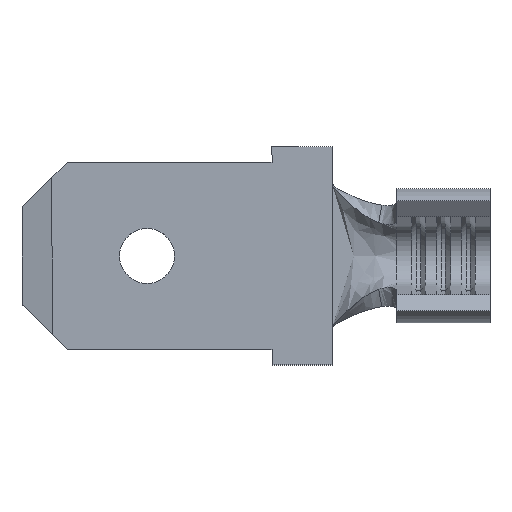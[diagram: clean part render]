
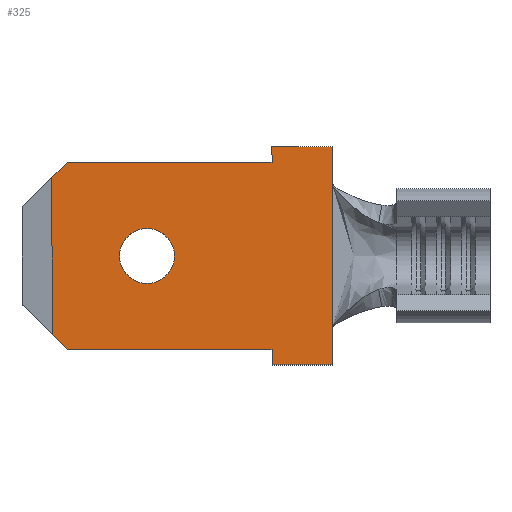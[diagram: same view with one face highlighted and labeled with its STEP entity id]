
A CAD part, top view. The second image highlights one B-rep face of the part: STEP entity #325.
In plain terms, the highlighted planar face has unit normal (0, 0, 1).
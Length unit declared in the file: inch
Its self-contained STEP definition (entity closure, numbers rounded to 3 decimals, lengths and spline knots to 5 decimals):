
#30 = VERTEX_POINT ( 'NONE', #3066 ) ;
#33 = VERTEX_POINT ( 'NONE', #3015 ) ;
#84 = VERTEX_POINT ( 'NONE', #3194 ) ;
#87 = VERTEX_POINT ( 'NONE', #2839 ) ;
#100 = DIRECTION ( 'NONE',  ( 0., 0., 1. ) ) ;
#117 = VERTEX_POINT ( 'NONE', #2431 ) ;
#118 = VERTEX_POINT ( 'NONE', #2398 ) ;
#122 = LINE ( 'NONE', #3162, #1851 ) ;
#129 = VERTEX_POINT ( 'NONE', #1779 ) ;
#136 = CARTESIAN_POINT ( 'NONE',  ( 0.185, 0.109, 0.02 ) ) ;
#149 = VERTEX_POINT ( 'NONE', #1646 ) ;
#182 = VERTEX_POINT ( 'NONE', #1005 ) ;
#206 = EDGE_CURVE ( 'NONE', #1277, #1285, #3278, .T. ) ;
#320 = CARTESIAN_POINT ( 'NONE',  ( -0.08, -0.0935, 0.02 ) ) ;
#325 = ADVANCED_FACE ( 'NONE', ( #2121, #2032 ), #3184, .F. ) ;
#343 = CARTESIAN_POINT ( 'NONE',  ( 0.125, -0.0935, 0.02 ) ) ;
#345 = VECTOR ( 'NONE', #2634, 39.37008 ) ;
#392 = EDGE_CURVE ( 'NONE', #33, #30, #3120, .T. ) ;
#420 = VERTEX_POINT ( 'NONE', #2231 ) ;
#430 = EDGE_CURVE ( 'NONE', #182, #30, #2348, .T. ) ;
#456 = EDGE_CURVE ( 'NONE', #182, #87, #2078, .T. ) ;
#463 = ORIENTED_EDGE ( 'NONE', *, *, #392, .T. ) ;
#514 = EDGE_CURVE ( 'NONE', #87, #84, #2548, .T. ) ;
#515 = CARTESIAN_POINT ( 'NONE',  ( 0., 0., 0.02 ) ) ;
#535 = EDGE_CURVE ( 'NONE', #84, #118, #2469, .T. ) ;
#544 = EDGE_CURVE ( 'NONE', #118, #117, #3144, .T. ) ;
#573 = ORIENTED_EDGE ( 'NONE', *, *, #430, .F. ) ;
#578 = ORIENTED_EDGE ( 'NONE', *, *, #456, .T. ) ;
#582 = EDGE_CURVE ( 'NONE', #117, #129, #3585, .T. ) ;
#596 = EDGE_CURVE ( 'NONE', #1277, #129, #670, .T. ) ;
#625 = EDGE_CURVE ( 'NONE', #1285, #420, #2118, .T. ) ;
#649 = VERTEX_POINT ( 'NONE', #1810 ) ;
#670 = LINE ( 'NONE', #2880, #2920 ) ;
#682 = CARTESIAN_POINT ( 'NONE',  ( 0.185, 0.109, 0.02 ) ) ;
#713 = EDGE_CURVE ( 'NONE', #420, #149, #122, .T. ) ;
#723 = VECTOR ( 'NONE', #2690, 39.37008 ) ;
#725 = VECTOR ( 'NONE', #3739, 39.37008 ) ;
#773 = EDGE_CURVE ( 'NONE', #149, #33, #3686, .T. ) ;
#779 = VECTOR ( 'NONE', #2314, 39.37008 ) ;
#820 = EDGE_CURVE ( 'NONE', #1017, #649, #1654, .T. ) ;
#827 = ORIENTED_EDGE ( 'NONE', *, *, #773, .T. ) ;
#853 = DIRECTION ( 'NONE',  ( 1., 0., 0. ) ) ;
#1005 = CARTESIAN_POINT ( 'NONE',  ( -0.095, -0.0785, 0.02 ) ) ;
#1017 = VERTEX_POINT ( 'NONE', #1957 ) ;
#1087 = ORIENTED_EDGE ( 'NONE', *, *, #713, .T. ) ;
#1150 = DIRECTION ( 'NONE',  ( 0., -1., 0. ) ) ;
#1203 = VECTOR ( 'NONE', #2810, 39.37008 ) ;
#1206 = DIRECTION ( 'NONE',  ( 0., 1., 0. ) ) ;
#1211 = ORIENTED_EDGE ( 'NONE', *, *, #514, .T. ) ;
#1231 = AXIS2_PLACEMENT_3D ( 'NONE', #2114, #100, #2400 ) ;
#1277 = VERTEX_POINT ( 'NONE', #2941 ) ;
#1285 = VERTEX_POINT ( 'NONE', #136 ) ;
#1318 = ORIENTED_EDGE ( 'NONE', *, *, #535, .T. ) ;
#1357 = ORIENTED_EDGE ( 'NONE', *, *, #544, .T. ) ;
#1434 = DIRECTION ( 'NONE',  ( 0., -1., 0. ) ) ;
#1544 = DIRECTION ( 'NONE',  ( 0., 1., 0. ) ) ;
#1548 = AXIS2_PLACEMENT_3D ( 'NONE', #515, #2698, #853 ) ;
#1643 = CARTESIAN_POINT ( 'NONE',  ( -0.095, -0.125, 0.02 ) ) ;
#1646 = CARTESIAN_POINT ( 'NONE',  ( 0.125, 0.0935, 0.02 ) ) ;
#1654 = CIRCLE ( 'NONE', #1548, 0.0275 ) ;
#1664 = AXIS2_PLACEMENT_3D ( 'NONE', #2802, #2720, #2767 ) ;
#1717 = VECTOR ( 'NONE', #2045, 39.37008 ) ;
#1730 = EDGE_CURVE ( 'NONE', #649, #1017, #3401, .T. ) ;
#1777 = CARTESIAN_POINT ( 'NONE',  ( 0.185, 0.109, 0.02 ) ) ;
#1779 = CARTESIAN_POINT ( 'NONE',  ( 0.185, -0.0729, 0.02 ) ) ;
#1792 = CARTESIAN_POINT ( 'NONE',  ( 0.125, 0.109, 0.02 ) ) ;
#1808 = VECTOR ( 'NONE', #3097, 39.37008 ) ;
#1810 = CARTESIAN_POINT ( 'NONE',  ( -0.0275, 0., 0.02 ) ) ;
#1851 = VECTOR ( 'NONE', #1150, 39.37008 ) ;
#1858 = CARTESIAN_POINT ( 'NONE',  ( -0.08, 0.0935, 0.02 ) ) ;
#1957 = CARTESIAN_POINT ( 'NONE',  ( 0.0275, 0., 0.02 ) ) ;
#2032 = FACE_BOUND ( 'NONE', #2838, .T. ) ;
#2045 = DIRECTION ( 'NONE',  ( 1., 0., 0. ) ) ;
#2054 = DIRECTION ( 'NONE',  ( 0., 1., 0. ) ) ;
#2078 = LINE ( 'NONE', #3490, #1203 ) ;
#2114 = CARTESIAN_POINT ( 'NONE',  ( 0., 0., 0.02 ) ) ;
#2118 = LINE ( 'NONE', #1792, #345 ) ;
#2121 = FACE_OUTER_BOUND ( 'NONE', #2921, .T. ) ;
#2127 = ORIENTED_EDGE ( 'NONE', *, *, #820, .F. ) ;
#2152 = ORIENTED_EDGE ( 'NONE', *, *, #206, .T. ) ;
#2231 = CARTESIAN_POINT ( 'NONE',  ( 0.125, 0.109, 0.02 ) ) ;
#2314 = DIRECTION ( 'NONE',  ( 0., -1., 0. ) ) ;
#2348 = LINE ( 'NONE', #1643, #3623 ) ;
#2384 = VECTOR ( 'NONE', #2054, 39.37008 ) ;
#2398 = CARTESIAN_POINT ( 'NONE',  ( 0.125, -0.109, 0.02 ) ) ;
#2400 = DIRECTION ( 'NONE',  ( 1., 0., 0. ) ) ;
#2431 = CARTESIAN_POINT ( 'NONE',  ( 0.185, -0.109, 0.02 ) ) ;
#2469 = LINE ( 'NONE', #343, #779 ) ;
#2548 = LINE ( 'NONE', #320, #1808 ) ;
#2634 = DIRECTION ( 'NONE',  ( -1., 0., 0. ) ) ;
#2636 = VECTOR ( 'NONE', #1206, 39.37008 ) ;
#2690 = DIRECTION ( 'NONE',  ( -1., 0., 0. ) ) ;
#2698 = DIRECTION ( 'NONE',  ( 0., 0., 1. ) ) ;
#2720 = DIRECTION ( 'NONE',  ( 0., 0., -1. ) ) ;
#2767 = DIRECTION ( 'NONE',  ( -1., 0., 0. ) ) ;
#2802 = CARTESIAN_POINT ( 'NONE',  ( 0.185, 0.0935, 0.02 ) ) ;
#2807 = ORIENTED_EDGE ( 'NONE', *, *, #582, .T. ) ;
#2810 = DIRECTION ( 'NONE',  ( 0.707, -0.707, 0. ) ) ;
#2838 = EDGE_LOOP ( 'NONE', ( #3488, #2127 ) ) ;
#2839 = CARTESIAN_POINT ( 'NONE',  ( -0.08, -0.0935, 0.02 ) ) ;
#2880 = CARTESIAN_POINT ( 'NONE',  ( 0.185, -0.07, 0.02 ) ) ;
#2920 = VECTOR ( 'NONE', #1434, 39.37008 ) ;
#2921 = EDGE_LOOP ( 'NONE', ( #463, #573, #578, #1211, #1318, #1357, #2807, #3659, #2152, #3631, #1087, #827 ) ) ;
#2941 = CARTESIAN_POINT ( 'NONE',  ( 0.185, 0.0729, 0.02 ) ) ;
#3015 = CARTESIAN_POINT ( 'NONE',  ( -0.08, 0.0935, 0.02 ) ) ;
#3066 = CARTESIAN_POINT ( 'NONE',  ( -0.095, 0.0785, 0.02 ) ) ;
#3097 = DIRECTION ( 'NONE',  ( 1., 0., 0. ) ) ;
#3120 = LINE ( 'NONE', #3688, #725 ) ;
#3144 = LINE ( 'NONE', #3539, #1717 ) ;
#3162 = CARTESIAN_POINT ( 'NONE',  ( 0.125, 0.109, 0.02 ) ) ;
#3184 = PLANE ( 'NONE',  #1664 ) ;
#3194 = CARTESIAN_POINT ( 'NONE',  ( 0.125, -0.0935, 0.02 ) ) ;
#3278 = LINE ( 'NONE', #682, #2636 ) ;
#3401 = CIRCLE ( 'NONE', #1231, 0.0275 ) ;
#3488 = ORIENTED_EDGE ( 'NONE', *, *, #1730, .F. ) ;
#3490 = CARTESIAN_POINT ( 'NONE',  ( -0.125, -0.0485, 0.02 ) ) ;
#3539 = CARTESIAN_POINT ( 'NONE',  ( 0.125, -0.109, 0.02 ) ) ;
#3585 = LINE ( 'NONE', #1777, #2384 ) ;
#3623 = VECTOR ( 'NONE', #1544, 39.37008 ) ;
#3631 = ORIENTED_EDGE ( 'NONE', *, *, #625, .T. ) ;
#3659 = ORIENTED_EDGE ( 'NONE', *, *, #596, .F. ) ;
#3686 = LINE ( 'NONE', #1858, #723 ) ;
#3688 = CARTESIAN_POINT ( 'NONE',  ( -0.08, 0.0935, 0.02 ) ) ;
#3739 = DIRECTION ( 'NONE',  ( -0.707, -0.707, 0. ) ) ;
